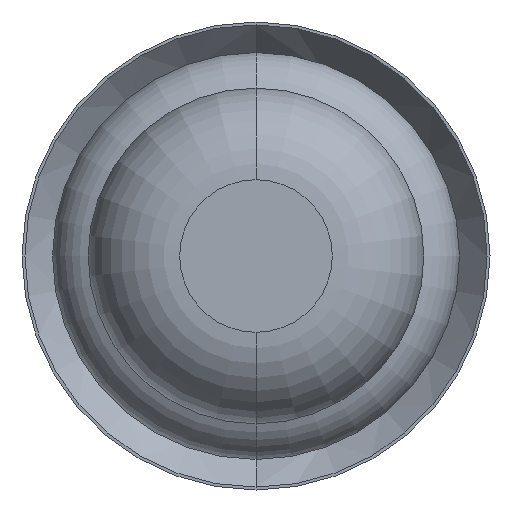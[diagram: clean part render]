
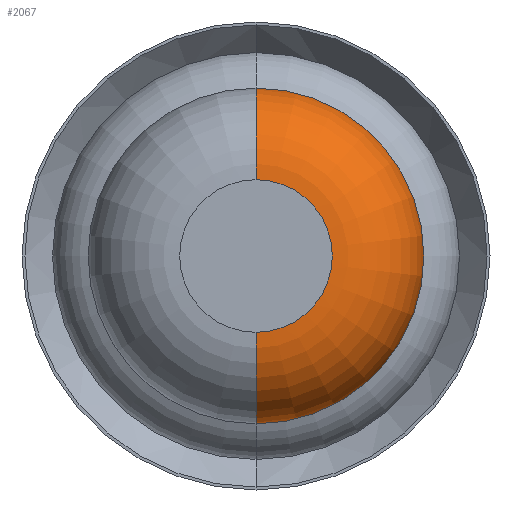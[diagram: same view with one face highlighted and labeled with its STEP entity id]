
A CAD part, front view. The second image highlights one B-rep face of the part: STEP entity #2067.
In plain terms, the highlighted toroidal (fillet/blend) face has major radius 0.375 mm and minor radius 0.45 mm.
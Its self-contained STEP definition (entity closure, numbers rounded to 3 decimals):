
#543 = DIRECTION ( 'NONE',  ( 1., 0., 0. ) ) ;
#558 = AXIS2_PLACEMENT_3D ( 'NONE', #2453, #3521, #5984 ) ;
#902 = CIRCLE ( 'NONE', #3234, 0.45 ) ;
#1205 = CARTESIAN_POINT ( 'NONE',  ( 0., -27.4, 0.375 ) ) ;
#1224 = DIRECTION ( 'NONE',  ( -1., 0., 0. ) ) ;
#1483 = AXIS2_PLACEMENT_3D ( 'NONE', #5480, #543, #3049 ) ;
#1579 = DIRECTION ( 'NONE',  ( 0., 0., 1. ) ) ;
#1829 = CARTESIAN_POINT ( 'NONE',  ( 0., -26.95, -0.825 ) ) ;
#2011 = DIRECTION ( 'NONE',  ( 0., 1., 0. ) ) ;
#2067 = ADVANCED_FACE ( 'Defeature ausgef�hrt1_7', ( #3970 ), #5404, .T. ) ;
#2172 = CARTESIAN_POINT ( 'NONE',  ( 0., -26.95, 0.825 ) ) ;
#2203 = ORIENTED_EDGE ( 'NONE', *, *, #5165, .T. ) ;
#2215 = VERTEX_POINT ( 'NONE', #3200 ) ;
#2453 = CARTESIAN_POINT ( 'NONE',  ( 0., -27.4, 0. ) ) ;
#2522 = DIRECTION ( 'NONE',  ( 0., 0., 1. ) ) ;
#2526 = EDGE_CURVE ( 'NONE', #3998, #3246, #902, .T. ) ;
#2579 = CARTESIAN_POINT ( 'NONE',  ( 0., -26.95, 0. ) ) ;
#2742 = EDGE_LOOP ( 'NONE', ( #4578, #2203, #5357, #3161 ) ) ;
#2869 = DIRECTION ( 'NONE',  ( 0., 0., 1. ) ) ;
#3049 = DIRECTION ( 'NONE',  ( 0., 0., -1. ) ) ;
#3161 = ORIENTED_EDGE ( 'NONE', *, *, #2526, .F. ) ;
#3200 = CARTESIAN_POINT ( 'NONE',  ( 0., -27.4, -0.375 ) ) ;
#3234 = AXIS2_PLACEMENT_3D ( 'NONE', #5864, #1224, #2869 ) ;
#3246 = VERTEX_POINT ( 'NONE', #2172 ) ;
#3521 = DIRECTION ( 'NONE',  ( 0., 1., 0. ) ) ;
#3613 = EDGE_CURVE ( 'Defeature ausgef�hrt1_7+Defeature ausgef�hrt1_6+Defeature ausgef�hrt1_6+Defeature ausgef�hrt1_6', #3998, #2215, #4130, .T. ) ;
#3970 = FACE_OUTER_BOUND ( 'NONE', #2742, .T. ) ;
#3998 = VERTEX_POINT ( 'NONE', #1205 ) ;
#4007 = DIRECTION ( 'NONE',  ( 0., 1., 0. ) ) ;
#4102 = CIRCLE ( 'NONE', #1483, 0.45 ) ;
#4130 = CIRCLE ( 'NONE', #558, 0.375 ) ;
#4369 = AXIS2_PLACEMENT_3D ( 'NONE', #2579, #4007, #1579 ) ;
#4438 = VERTEX_POINT ( 'NONE', #1829 ) ;
#4484 = AXIS2_PLACEMENT_3D ( 'NONE', #5022, #2011, #2522 ) ;
#4547 = CIRCLE ( 'NONE', #4369, 0.825 ) ;
#4578 = ORIENTED_EDGE ( 'NONE', *, *, #3613, .T. ) ;
#5022 = CARTESIAN_POINT ( 'NONE',  ( 0., -26.95, 0. ) ) ;
#5165 = EDGE_CURVE ( 'NONE', #2215, #4438, #4102, .T. ) ;
#5357 = ORIENTED_EDGE ( 'NONE', *, *, #5865, .F. ) ;
#5404 = TOROIDAL_SURFACE ( 'NONE', #4484, 0.375, 0.45 ) ;
#5480 = CARTESIAN_POINT ( 'NONE',  ( 0., -26.95, -0.375 ) ) ;
#5864 = CARTESIAN_POINT ( 'NONE',  ( 0., -26.95, 0.375 ) ) ;
#5865 = EDGE_CURVE ( 'Defeature ausgef�hrt1_8+Defeature ausgef�hrt1_7+Defeature ausgef�hrt1_7+Defeature ausgef�hrt1_7', #3246, #4438, #4547, .T. ) ;
#5984 = DIRECTION ( 'NONE',  ( 0., 0., 1. ) ) ;
